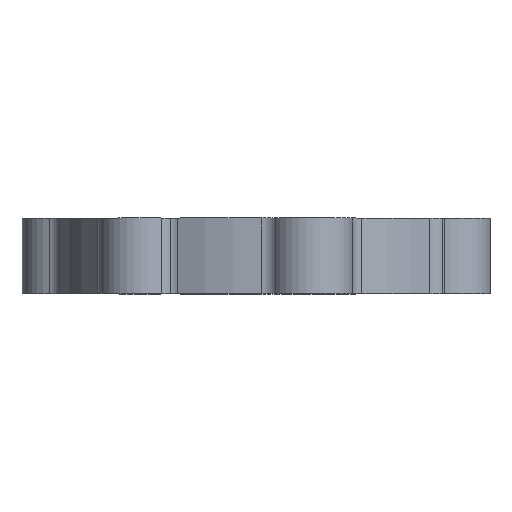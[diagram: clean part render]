
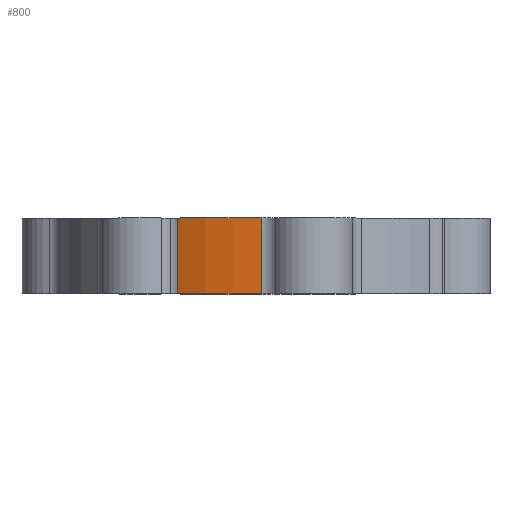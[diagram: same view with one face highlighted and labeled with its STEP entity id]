
A CAD part, top view. The second image highlights one B-rep face of the part: STEP entity #800.
In plain terms, the highlighted cylindrical face has radius 70.5 mm (diameter 141 mm), a partial arc.
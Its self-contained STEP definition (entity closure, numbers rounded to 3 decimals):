
#105 = VERTEX_POINT ( 'NONE', #945 ) ;
#278 = CYLINDRICAL_SURFACE ( 'NONE', #468, 70.5 ) ;
#319 = DIRECTION ( 'NONE',  ( 0., 1., 0. ) ) ;
#468 = AXIS2_PLACEMENT_3D ( 'NONE', #2651, #656, #2923 ) ;
#617 = CARTESIAN_POINT ( 'NONE',  ( -1.353, 7., 70.487 ) ) ;
#643 = DIRECTION ( 'NONE',  ( 0., -1., 0. ) ) ;
#656 = DIRECTION ( 'NONE',  ( 0., -1., 0. ) ) ;
#772 = VERTEX_POINT ( 'NONE', #2639 ) ;
#800 = ADVANCED_FACE ( 'NONE', ( #2310 ), #278, .T. ) ;
#826 = EDGE_CURVE ( 'NONE', #2057, #105, #1221, .T. ) ;
#911 = CIRCLE ( 'NONE', #3006, 70.5 ) ;
#945 = CARTESIAN_POINT ( 'NONE',  ( -1.353, 0., 70.487 ) ) ;
#1024 = ORIENTED_EDGE ( 'NONE', *, *, #2815, .T. ) ;
#1178 = DIRECTION ( 'NONE',  ( 0., -1., 0. ) ) ;
#1221 = LINE ( 'NONE', #617, #1442 ) ;
#1232 = LINE ( 'NONE', #2939, #3245 ) ;
#1241 = CARTESIAN_POINT ( 'NONE',  ( 0., 0., 0. ) ) ;
#1352 = ORIENTED_EDGE ( 'NONE', *, *, #2580, .F. ) ;
#1426 = CARTESIAN_POINT ( 'NONE',  ( -29.364, 0., 64.094 ) ) ;
#1442 = VECTOR ( 'NONE', #1178, 1000. ) ;
#1448 = CIRCLE ( 'NONE', #3305, 70.5 ) ;
#1573 = ORIENTED_EDGE ( 'NONE', *, *, #826, .F. ) ;
#1784 = CARTESIAN_POINT ( 'NONE',  ( 0., 25., 0. ) ) ;
#2057 = VERTEX_POINT ( 'NONE', #3539 ) ;
#2093 = DIRECTION ( 'NONE',  ( 0., 1., 0. ) ) ;
#2310 = FACE_OUTER_BOUND ( 'NONE', #2581, .T. ) ;
#2335 = DIRECTION ( 'NONE',  ( 0., 0., 1. ) ) ;
#2580 = EDGE_CURVE ( 'NONE', #772, #2057, #911, .T. ) ;
#2581 = EDGE_LOOP ( 'NONE', ( #3177, #1573, #1352, #1024 ) ) ;
#2639 = CARTESIAN_POINT ( 'NONE',  ( -29.364, 25., 64.094 ) ) ;
#2651 = CARTESIAN_POINT ( 'NONE',  ( 0., 7., 0. ) ) ;
#2782 = EDGE_CURVE ( 'NONE', #3665, #105, #1448, .T. ) ;
#2815 = EDGE_CURVE ( 'NONE', #772, #3665, #1232, .T. ) ;
#2923 = DIRECTION ( 'NONE',  ( 0., 0., -1. ) ) ;
#2939 = CARTESIAN_POINT ( 'NONE',  ( -29.364, 7., 64.094 ) ) ;
#2990 = DIRECTION ( 'NONE',  ( 0., 0., 1. ) ) ;
#3006 = AXIS2_PLACEMENT_3D ( 'NONE', #1784, #319, #2335 ) ;
#3177 = ORIENTED_EDGE ( 'NONE', *, *, #2782, .T. ) ;
#3245 = VECTOR ( 'NONE', #643, 1000. ) ;
#3305 = AXIS2_PLACEMENT_3D ( 'NONE', #1241, #2093, #2990 ) ;
#3539 = CARTESIAN_POINT ( 'NONE',  ( -1.353, 25., 70.487 ) ) ;
#3665 = VERTEX_POINT ( 'NONE', #1426 ) ;
